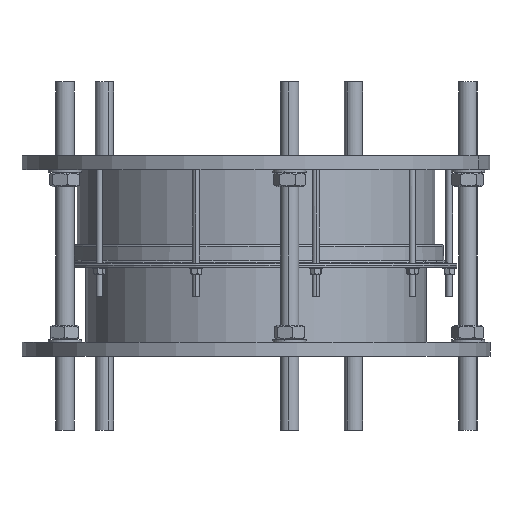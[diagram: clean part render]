
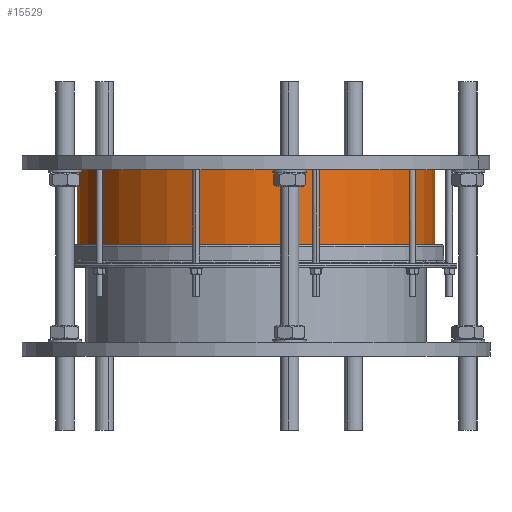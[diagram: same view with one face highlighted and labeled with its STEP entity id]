
A CAD part, front view. The second image highlights one B-rep face of the part: STEP entity #15529.
In plain terms, the highlighted cylindrical face has radius 321 mm (diameter 642 mm), a partial arc.
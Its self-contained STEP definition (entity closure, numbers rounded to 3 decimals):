
#1202 = CARTESIAN_POINT ( 'NONE',  ( -321., 0., 335. ) ) ;
#1216 = DIRECTION ( 'NONE',  ( 0., 0., -1. ) ) ;
#4085 = DIRECTION ( 'NONE',  ( -1., 0., 0. ) ) ;
#4090 = DIRECTION ( 'NONE',  ( 0., 0., -1. ) ) ;
#4092 = CARTESIAN_POINT ( 'NONE',  ( 0., 0., 335. ) ) ;
#5109 = CARTESIAN_POINT ( 'NONE',  ( 321., 0., 335. ) ) ;
#5116 = DIRECTION ( 'NONE',  ( 0., 0., -1. ) ) ;
#5764 = EDGE_CURVE ( 'NONE', #11691, #11414, #17092, .T. ) ;
#5771 = EDGE_CURVE ( 'NONE', #11311, #11518, #17094, .T. ) ;
#5979 = EDGE_CURVE ( 'NONE', #11691, #11518, #17329, .T. ) ;
#6848 = LINE ( 'NONE', #5109, #6869 ) ;
#6869 = VECTOR ( 'NONE', #5116, 1000. ) ;
#7634 = FACE_OUTER_BOUND ( 'NONE', #14288, .T. ) ;
#7638 = CYLINDRICAL_SURFACE ( 'NONE', #10744, 321. ) ;
#8861 = CARTESIAN_POINT ( 'NONE',  ( 0., 0., 200. ) ) ;
#8862 = DIRECTION ( 'NONE',  ( 0., 0., -1. ) ) ;
#8863 = DIRECTION ( 'NONE',  ( -1., 0., 0. ) ) ;
#9039 = CARTESIAN_POINT ( 'NONE',  ( 0., 0., 335. ) ) ;
#9040 = DIRECTION ( 'NONE',  ( 0., 0., 1. ) ) ;
#9041 = DIRECTION ( 'NONE',  ( 1., 0., 0. ) ) ;
#10744 = AXIS2_PLACEMENT_3D ( 'NONE', #4092, #4090, #4085 ) ;
#11311 = VERTEX_POINT ( 'NONE', #15266 ) ;
#11414 = VERTEX_POINT ( 'NONE', #15314 ) ;
#11480 = ORIENTED_EDGE ( 'NONE', *, *, #5771, .F. ) ;
#11518 = VERTEX_POINT ( 'NONE', #15381 ) ;
#11544 = ORIENTED_EDGE ( 'NONE', *, *, #5764, .F. ) ;
#11674 = ORIENTED_EDGE ( 'NONE', *, *, #5979, .T. ) ;
#11691 = VERTEX_POINT ( 'NONE', #15481 ) ;
#11857 = AXIS2_PLACEMENT_3D ( 'NONE', #9039, #9040, #9041 ) ;
#11859 = AXIS2_PLACEMENT_3D ( 'NONE', #8861, #8862, #8863 ) ;
#12353 = ORIENTED_EDGE ( 'NONE', *, *, #13348, .F. ) ;
#13348 = EDGE_CURVE ( 'NONE', #11414, #11311, #6848, .T. ) ;
#14288 = EDGE_LOOP ( 'NONE', ( #12353, #11544, #11674, #11480 ) ) ;
#15266 = CARTESIAN_POINT ( 'NONE',  ( 321., 0., 200. ) ) ;
#15314 = CARTESIAN_POINT ( 'NONE',  ( 321., 0., 335. ) ) ;
#15381 = CARTESIAN_POINT ( 'NONE',  ( -321., 0., 200. ) ) ;
#15481 = CARTESIAN_POINT ( 'NONE',  ( -321., 0., 335. ) ) ;
#15529 = ADVANCED_FACE ( 'NONE', ( #7634 ), #7638, .T. ) ;
#17092 = CIRCLE ( 'NONE', #11857, 321. ) ;
#17094 = CIRCLE ( 'NONE', #11859, 321. ) ;
#17329 = LINE ( 'NONE', #1202, #17332 ) ;
#17332 = VECTOR ( 'NONE', #1216, 1000. ) ;
